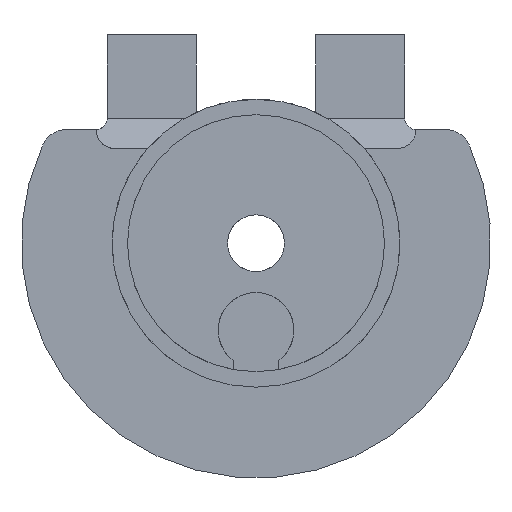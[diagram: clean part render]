
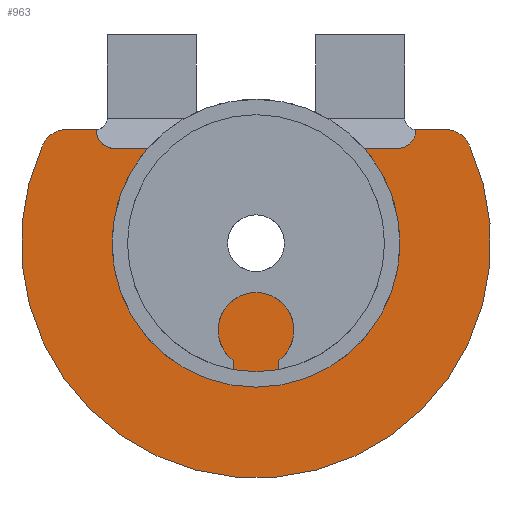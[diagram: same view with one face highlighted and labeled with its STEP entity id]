
A CAD part, front view. The second image highlights one B-rep face of the part: STEP entity #963.
In plain terms, the highlighted planar face has unit normal (0, -1, 0).
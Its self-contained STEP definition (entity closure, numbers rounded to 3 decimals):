
#56=FACE_BOUND('',#151,.T.);
#63=PLANE('',#1115);
#97=FACE_OUTER_BOUND('',#150,.T.);
#150=EDGE_LOOP('',(#675,#676,#677,#678,#679,#680,#681,#682));
#151=EDGE_LOOP('',(#683));
#211=LINE('',#1580,#294);
#212=LINE('',#1584,#295);
#213=LINE('',#1587,#296);
#294=VECTOR('',#1259,10.);
#295=VECTOR('',#1262,10.);
#296=VECTOR('',#1265,10.);
#371=CIRCLE('',#1104,0.7);
#373=CIRCLE('',#1107,6.2);
#378=CIRCLE('',#1114,0.7);
#379=CIRCLE('',#1116,0.5);
#380=CIRCLE('',#1117,0.5);
#381=CIRCLE('',#1118,0.75);
#419=VERTEX_POINT('',#1549);
#420=VERTEX_POINT('',#1551);
#422=VERTEX_POINT('',#1557);
#429=VERTEX_POINT('',#1575);
#430=VERTEX_POINT('',#1579);
#431=VERTEX_POINT('',#1581);
#432=VERTEX_POINT('',#1583);
#433=VERTEX_POINT('',#1585);
#434=VERTEX_POINT('',#1588);
#514=EDGE_CURVE('',#419,#420,#371,.T.);
#518=EDGE_CURVE('',#419,#422,#373,.T.);
#526=EDGE_CURVE('',#429,#422,#378,.T.);
#528=EDGE_CURVE('',#429,#430,#211,.T.);
#529=EDGE_CURVE('',#430,#431,#379,.T.);
#530=EDGE_CURVE('',#431,#432,#212,.T.);
#531=EDGE_CURVE('',#433,#432,#380,.T.);
#532=EDGE_CURVE('',#433,#420,#213,.T.);
#533=EDGE_CURVE('',#434,#434,#381,.T.);
#675=ORIENTED_EDGE('',*,*,#514,.F.);
#676=ORIENTED_EDGE('',*,*,#518,.T.);
#677=ORIENTED_EDGE('',*,*,#526,.F.);
#678=ORIENTED_EDGE('',*,*,#528,.T.);
#679=ORIENTED_EDGE('',*,*,#529,.T.);
#680=ORIENTED_EDGE('',*,*,#530,.T.);
#681=ORIENTED_EDGE('',*,*,#531,.F.);
#682=ORIENTED_EDGE('',*,*,#532,.T.);
#683=ORIENTED_EDGE('',*,*,#533,.T.);
#963=ADVANCED_FACE('',(#97,#56),#63,.T.);
#1104=AXIS2_PLACEMENT_3D('',#1552,#1229,#1230);
#1107=AXIS2_PLACEMENT_3D('',#1559,#1237,#1238);
#1114=AXIS2_PLACEMENT_3D('',#1576,#1254,#1255);
#1115=AXIS2_PLACEMENT_3D('',#1578,#1257,#1258);
#1116=AXIS2_PLACEMENT_3D('',#1582,#1260,#1261);
#1117=AXIS2_PLACEMENT_3D('',#1586,#1263,#1264);
#1118=AXIS2_PLACEMENT_3D('',#1589,#1266,#1267);
#1229=DIRECTION('center_axis',(0.,1.,0.));
#1230=DIRECTION('ref_axis',(-0.539,0.,0.842));
#1237=DIRECTION('center_axis',(0.,-1.,0.));
#1238=DIRECTION('ref_axis',(0.875,0.,0.484));
#1254=DIRECTION('center_axis',(0.,1.,0.));
#1255=DIRECTION('ref_axis',(0.539,0.,0.842));
#1257=DIRECTION('center_axis',(0.,-1.,0.));
#1258=DIRECTION('ref_axis',(0.,0.,-1.));
#1259=DIRECTION('',(-1.,0.,0.));
#1260=DIRECTION('center_axis',(0.,1.,0.));
#1261=DIRECTION('ref_axis',(0.,0.,1.));
#1262=DIRECTION('',(-1.,0.,0.));
#1263=DIRECTION('center_axis',(0.,-1.,0.));
#1264=DIRECTION('ref_axis',(0.,0.,1.));
#1265=DIRECTION('',(-1.,0.,0.));
#1266=DIRECTION('center_axis',(0.,1.,0.));
#1267=DIRECTION('ref_axis',(-1.,0.,0.));
#1549=CARTESIAN_POINT('',(-5.632,-0.35,2.593));
#1551=CARTESIAN_POINT('',(-4.996,-0.35,3.));
#1552=CARTESIAN_POINT('Origin',(-4.996,-0.35,2.3));
#1557=CARTESIAN_POINT('',(5.632,-0.35,2.593));
#1559=CARTESIAN_POINT('Origin',(0.,-0.35,0.));
#1575=CARTESIAN_POINT('',(4.996,-0.35,3.));
#1576=CARTESIAN_POINT('Origin',(4.996,-0.35,2.3));
#1578=CARTESIAN_POINT('Origin',(0.,-0.35,0.653));
#1579=CARTESIAN_POINT('',(4.226,-0.35,3.));
#1580=CARTESIAN_POINT('',(3.926,-0.35,3.));
#1581=CARTESIAN_POINT('',(3.726,-0.35,2.5));
#1582=CARTESIAN_POINT('Origin',(3.726,-0.35,3.));
#1583=CARTESIAN_POINT('',(-3.726,-0.35,2.5));
#1584=CARTESIAN_POINT('',(0.,-0.35,2.5));
#1585=CARTESIAN_POINT('',(-4.226,-0.35,3.));
#1586=CARTESIAN_POINT('Origin',(-3.726,-0.35,3.));
#1587=CARTESIAN_POINT('',(-5.426,-0.35,3.));
#1588=CARTESIAN_POINT('',(0.75,-0.35,0.));
#1589=CARTESIAN_POINT('Origin',(0.,-0.35,0.));
